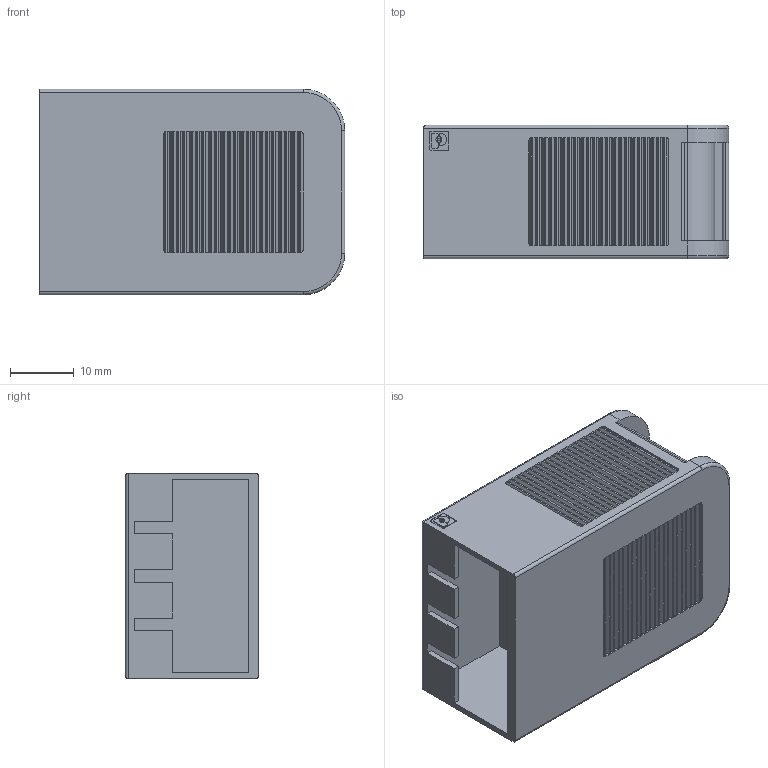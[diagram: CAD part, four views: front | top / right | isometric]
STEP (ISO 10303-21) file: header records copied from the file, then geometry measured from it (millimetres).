
FILE_DESCRIPTION(('SolidDesigner STEP Export'),'2;1');
FILE_NAME('kgg_pc_4_4.stp','2006-01-20T 9:24:03',(''),(''),'OneSpace Designer STEP processor for AP214 (Solid Model)','OneSpace Designer 13.01 05-Feb-2005 (C) CoCreate Software GmbH','');
FILE_SCHEMA(('AUTOMOTIVE_DESIGN { 1 0 10303 214 1 1 1 1 }'));
Length unit declared in the file: millimetre
Products named in the file (2): kgg-pc_4-4
Assembly tree (1 placements, depth 2):
  kgg-pc_4-4
    kgg-pc_4-4
Bounding box: 48 x 21 x 32.28 mm (x, y, z)
Volume: 22420.5 mm3; surface area: 9839.1 mm2
Topology: 1 solids, 1 shells, 467 faces, 1091 edges, 721 vertices
Faces by surface type: plane 385, cylinder 72, torus 6, cone 4
Entity records: 16117 total; most frequent: CARTESIAN_POINT 2199, ORIENTED_EDGE 2182, DIRECTION 1814, EDGE_CURVE 1091, VECTOR 910, LINE 910, VERTEX_POINT 721, EDGE_LOOP 562
